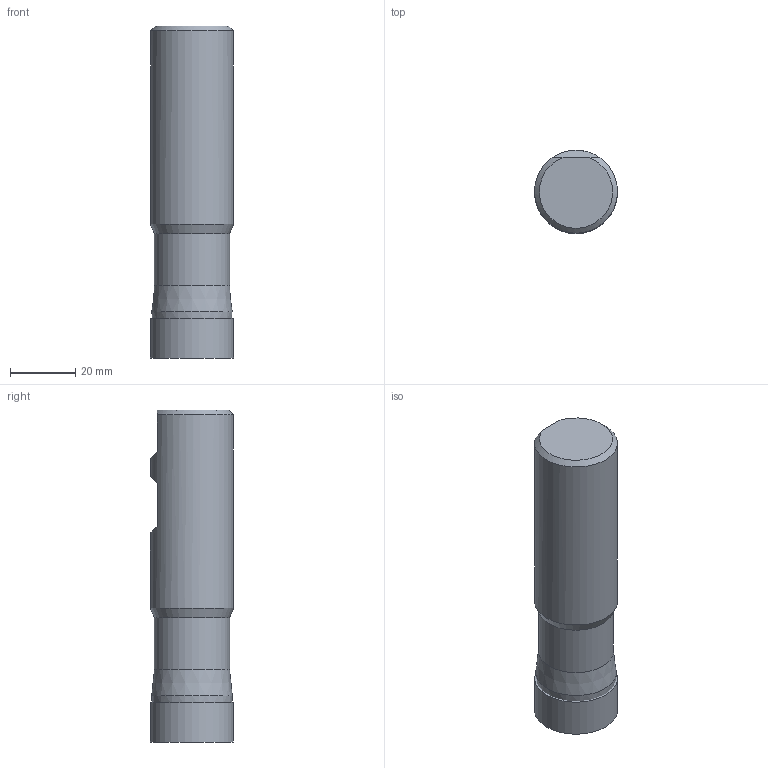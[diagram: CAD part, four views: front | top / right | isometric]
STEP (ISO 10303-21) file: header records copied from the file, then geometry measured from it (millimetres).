
FILE_DESCRIPTION(/* description */ ('3-D model version:1'),/* implementation_level */ '2;1');
FILE_NAME(/* name */ 'RA790-025M25S2-16L',/* time_stamp */ '2015-10-15T10:08:38+02:00',/* author */ ('InteractiveCad'),/* organization */ ('AB Sandvik Coromant'),/* preprocessor_version */ 'ST-DEVELOPER v15',/* originating_system */ 'SIEMENS PLM Software NX 8.5',/* authorisation */ '');
FILE_SCHEMA (('AP203_CONFIGURATION_CONTROLLED_3D_DESIGN_OF_MECHANICAL_PARTS_AND_ASSEMBLIES_MIM_LF { 1 0 10303 403 2 1 2}'));
Length unit declared in the file: millimetre
Products named in the file (1): RA790_025M25S2_16L_SIM
Bounding box: 25.4 x 25.4 x 101.6 mm (x, y, z)
Volume: 52927.5 mm3; surface area: 10667.1 mm2
Topology: 2 solids, 2 shells, 26 faces, 57 edges, 36 vertices
Faces by surface type: plane 10, cylinder 7, cone 6, torus 2, bspline 1
Full cylindrical faces by diameter (mm): 3.4 x1, 22.995 x1, 25.4 x2
Entity records: 792 total; most frequent: CARTESIAN_POINT 202, DIRECTION 103, ORIENTED_EDGE 78, AXIS2_PLACEMENT_3D 46, EDGE_LOOP 42, EDGE_CURVE 39, FACE_BOUND 31, VERTEX_POINT 31
